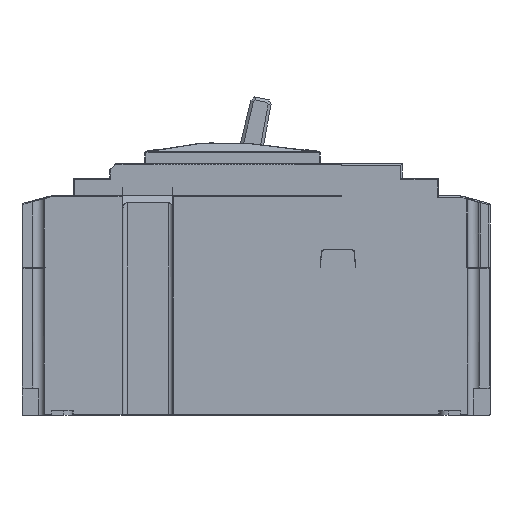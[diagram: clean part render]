
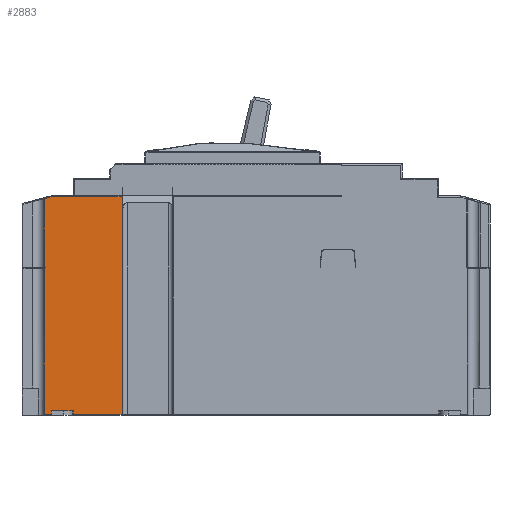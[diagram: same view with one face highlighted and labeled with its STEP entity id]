
A CAD part, front view. The second image highlights one B-rep face of the part: STEP entity #2883.
In plain terms, the highlighted planar face has unit normal (0, -1, 0).
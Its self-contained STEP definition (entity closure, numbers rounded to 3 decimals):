
#1455=PLANE('',#68344);
#2883=ADVANCED_FACE('',(#6385),#1455,.F.);
#6385=FACE_OUTER_BOUND('',#8943,.T.);
#8943=EDGE_LOOP('',(#16119,#16120,#16121,#16122,#16123,#16124,#16125,#16126,
#16127,#16128,#16129,#16130));
#11961=CIRCLE('',#68343,0.3);
#16119=ORIENTED_EDGE('',*,*,#41511,.F.);
#16120=ORIENTED_EDGE('',*,*,#41512,.T.);
#16121=ORIENTED_EDGE('',*,*,#41513,.T.);
#16122=ORIENTED_EDGE('',*,*,#41440,.F.);
#16123=ORIENTED_EDGE('',*,*,#41510,.F.);
#16124=ORIENTED_EDGE('',*,*,#41514,.T.);
#16125=ORIENTED_EDGE('',*,*,#41515,.T.);
#16126=ORIENTED_EDGE('',*,*,#41516,.F.);
#16127=ORIENTED_EDGE('',*,*,#41517,.F.);
#16128=ORIENTED_EDGE('',*,*,#41518,.T.);
#16129=ORIENTED_EDGE('',*,*,#41519,.T.);
#16130=ORIENTED_EDGE('',*,*,#41520,.F.);
#32759=VERTEX_POINT('',#93298);
#32760=VERTEX_POINT('',#93299);
#32826=VERTEX_POINT('',#93435);
#32827=VERTEX_POINT('',#93439);
#32828=VERTEX_POINT('',#93440);
#32829=VERTEX_POINT('',#93442);
#32830=VERTEX_POINT('',#93445);
#32831=VERTEX_POINT('',#93447);
#32832=VERTEX_POINT('',#93449);
#32833=VERTEX_POINT('',#93451);
#32834=VERTEX_POINT('',#93453);
#32835=VERTEX_POINT('',#93455);
#41440=EDGE_CURVE('',#32759,#32760,#52559,.T.);
#41510=EDGE_CURVE('',#32826,#32759,#52599,.T.);
#41511=EDGE_CURVE('',#32827,#32828,#52600,.T.);
#41512=EDGE_CURVE('',#32827,#32829,#52601,.T.);
#41513=EDGE_CURVE('',#32829,#32760,#52602,.T.);
#41514=EDGE_CURVE('',#32826,#32830,#52603,.T.);
#41515=EDGE_CURVE('',#32830,#32831,#52604,.T.);
#41516=EDGE_CURVE('',#32832,#32831,#52605,.T.);
#41517=EDGE_CURVE('',#32833,#32832,#52606,.T.);
#41518=EDGE_CURVE('',#32833,#32834,#52607,.T.);
#41519=EDGE_CURVE('',#32834,#32835,#52608,.T.);
#41520=EDGE_CURVE('',#32828,#32835,#11961,.T.);
#52559=LINE('',#93297,#60519);
#52599=LINE('',#93436,#60559);
#52600=LINE('',#93438,#60560);
#52601=LINE('',#93441,#60561);
#52602=LINE('',#93443,#60562);
#52603=LINE('',#93444,#60563);
#52604=LINE('',#93446,#60564);
#52605=LINE('',#93448,#60565);
#52606=LINE('',#93450,#60566);
#52607=LINE('',#93452,#60567);
#52608=LINE('',#93454,#60568);
#60519=VECTOR('',#74270,1.);
#60559=VECTOR('',#74372,1.);
#60560=VECTOR('',#74375,1.);
#60561=VECTOR('',#74376,1.);
#60562=VECTOR('',#74377,1.);
#60563=VECTOR('',#74378,1.);
#60564=VECTOR('',#74379,1.);
#60565=VECTOR('',#74380,1.);
#60566=VECTOR('',#74381,1.);
#60567=VECTOR('',#74382,1.);
#60568=VECTOR('',#74383,1.);
#68343=AXIS2_PLACEMENT_3D('',#93456,#74384,#74385);
#68344=AXIS2_PLACEMENT_3D('',#93457,#74386,#74387);
#74270=DIRECTION('',(-1.,0.,0.));
#74372=DIRECTION('',(0.,0.,1.));
#74375=DIRECTION('',(0.,0.,1.));
#74376=DIRECTION('',(1.,0.,0.));
#74377=DIRECTION('',(0.,0.,1.));
#74378=DIRECTION('',(1.,0.,0.));
#74379=DIRECTION('',(0.,0.,1.));
#74380=DIRECTION('',(1.,0.,0.));
#74381=DIRECTION('',(0.966,0.,0.259));
#74382=DIRECTION('',(0.,0.,-1.));
#74383=DIRECTION('',(1.,0.,0.));
#74384=DIRECTION('',(0.,1.,0.));
#74385=DIRECTION('',(-1.,0.,0.));
#74386=DIRECTION('',(0.,1.,0.));
#74387=DIRECTION('',(-1.,0.,0.));
#93297=CARTESIAN_POINT('',(-50.5,-82.923,-40.977));
#93298=CARTESIAN_POINT('',(-50.5,-82.923,-40.977));
#93299=CARTESIAN_POINT('',(-58.,-82.923,-40.977));
#93435=CARTESIAN_POINT('',(-50.5,-82.923,-42.177));
#93436=CARTESIAN_POINT('',(-50.5,-82.923,-42.177));
#93438=CARTESIAN_POINT('',(-60.4,-82.923,-42.177));
#93439=CARTESIAN_POINT('',(-60.4,-82.923,-42.177));
#93440=CARTESIAN_POINT('',(-60.4,-82.923,7.723));
#93441=CARTESIAN_POINT('',(-60.4,-82.923,-42.177));
#93442=CARTESIAN_POINT('',(-58.,-82.923,-42.177));
#93443=CARTESIAN_POINT('',(-58.,-82.923,-42.177));
#93444=CARTESIAN_POINT('',(-50.5,-82.923,-42.177));
#93445=CARTESIAN_POINT('',(-33.8,-82.923,-42.177));
#93446=CARTESIAN_POINT('',(-33.8,-82.923,-42.177));
#93447=CARTESIAN_POINT('',(-33.8,-82.923,32.223));
#93448=CARTESIAN_POINT('',(-57.961,-82.923,32.223));
#93449=CARTESIAN_POINT('',(-57.961,-82.923,32.223));
#93450=CARTESIAN_POINT('',(-60.4,-82.923,31.57));
#93451=CARTESIAN_POINT('',(-60.4,-82.923,31.57));
#93452=CARTESIAN_POINT('',(-60.4,-82.923,31.57));
#93453=CARTESIAN_POINT('',(-60.4,-82.923,8.023));
#93454=CARTESIAN_POINT('',(-60.4,-82.923,8.023));
#93455=CARTESIAN_POINT('',(-60.1,-82.923,8.023));
#93456=CARTESIAN_POINT('',(-60.1,-82.923,7.723));
#93457=CARTESIAN_POINT('',(92.,-82.923,-42.477));
